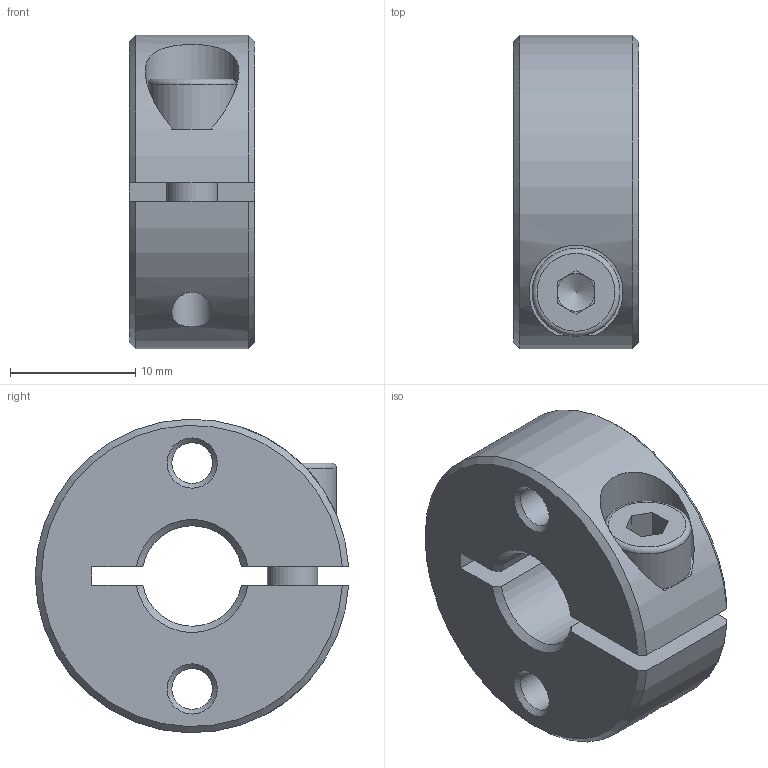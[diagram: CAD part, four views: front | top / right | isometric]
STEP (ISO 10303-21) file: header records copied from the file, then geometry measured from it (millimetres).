
FILE_DESCRIPTION( ( 'STEP AP203' ), '1' );
FILE_NAME( 'SSCSW8-10.stp', '2019-12-16T09:56:47', ( '' ), ( '' ), ' ', 'PARTsolutions', ' ' );
FILE_SCHEMA( ( 'CONFIG_CONTROL_DESIGN' ) );
Length unit declared in the file: millimetre
Products named in the file (3): SSCSW8-10; _SSCSW8-10b; _Slotted head cap screw ISO 4762 - M4x10
Assembly tree (2 placements, depth 2):
  SSCSW8-10
    _SSCSW8-10b
    _Slotted head cap screw ISO 4762 - M4x10
Bounding box: 10 x 24.98 x 24.99 mm (x, y, z)
Volume: 3951.8 mm3; surface area: 2685.8 mm2
Topology: 2 solids, 2 shells, 50 faces, 116 edges, 72 vertices
Faces by surface type: plane 23, cone 14, cylinder 10, torus 3
Full cylindrical faces by diameter (mm): 3.242 x3, 4 x1, 4.5 x1, 7 x1
Entity records: 1553 total; most frequent: CARTESIAN_POINT 365, DIRECTION 229, ORIENTED_EDGE 194, EDGE_CURVE 97, AXIS2_PLACEMENT_3D 93, EDGE_LOOP 77, VERTEX_POINT 71, FACE_OUTER_BOUND 59
